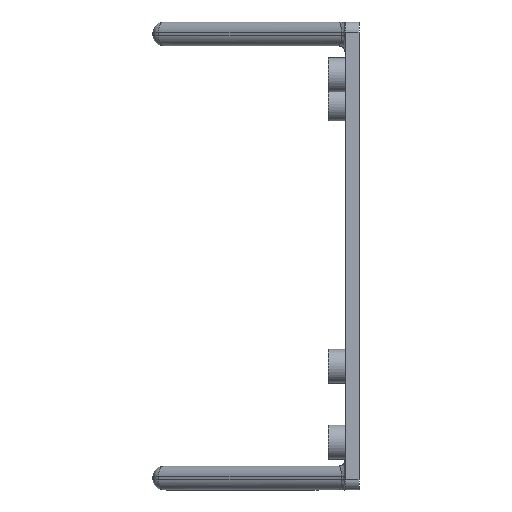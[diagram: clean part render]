
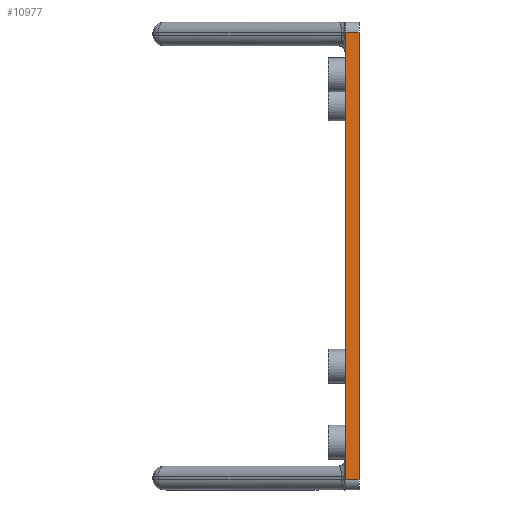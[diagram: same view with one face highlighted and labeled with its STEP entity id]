
A CAD part, left-side view. The second image highlights one B-rep face of the part: STEP entity #10977.
In plain terms, the highlighted planar face has unit normal (-1, 0, 0).
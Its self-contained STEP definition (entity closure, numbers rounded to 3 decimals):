
#90 = ORIENTED_EDGE ( 'NONE', *, *, #8718, .T. ) ;
#353 = ORIENTED_EDGE ( 'NONE', *, *, #2321, .F. ) ;
#470 = LINE ( 'NONE', #9877, #751 ) ;
#562 = DIRECTION ( 'NONE',  ( 0., 0., -1. ) ) ;
#646 = LINE ( 'NONE', #3166, #1657 ) ;
#751 = VECTOR ( 'NONE', #3724, 1000. ) ;
#1657 = VECTOR ( 'NONE', #5583, 1000. ) ;
#1775 = DIRECTION ( 'NONE',  ( 0., 0., 1. ) ) ;
#2321 = EDGE_CURVE ( 'NONE', #5273, #7620, #4242, .T. ) ;
#2487 = DIRECTION ( 'NONE',  ( 0., 0., 1. ) ) ;
#2569 = ORIENTED_EDGE ( 'NONE', *, *, #5179, .F. ) ;
#3036 = ORIENTED_EDGE ( 'NONE', *, *, #8633, .T. ) ;
#3166 = CARTESIAN_POINT ( 'NONE',  ( 0.893, 183.465, 128.993 ) ) ;
#3724 = DIRECTION ( 'NONE',  ( 0., -1., 0. ) ) ;
#3765 = CARTESIAN_POINT ( 'NONE',  ( 0.893, 183.465, 128.993 ) ) ;
#3821 = DIRECTION ( 'NONE',  ( 1., 0., 0. ) ) ;
#4242 = LINE ( 'NONE', #7669, #7538 ) ;
#4840 = CARTESIAN_POINT ( 'NONE',  ( 0.893, 179.465, 128.993 ) ) ;
#5019 = VERTEX_POINT ( 'NONE', #6771 ) ;
#5179 = EDGE_CURVE ( 'NONE', #7620, #8661, #646, .T. ) ;
#5273 = VERTEX_POINT ( 'NONE', #6756 ) ;
#5578 = VECTOR ( 'NONE', #2487, 1000. ) ;
#5583 = DIRECTION ( 'NONE',  ( 0., -1., 0. ) ) ;
#5682 = CARTESIAN_POINT ( 'NONE',  ( 0.893, 183.465, 128.993 ) ) ;
#6414 = FACE_OUTER_BOUND ( 'NONE', #8244, .T. ) ;
#6427 = CARTESIAN_POINT ( 'NONE',  ( 0.893, 179.465, 128.993 ) ) ;
#6574 = PLANE ( 'NONE',  #7625 ) ;
#6756 = CARTESIAN_POINT ( 'NONE',  ( 0.893, 183.465, -1.937 ) ) ;
#6771 = CARTESIAN_POINT ( 'NONE',  ( 0.893, 179.465, -1.937 ) ) ;
#7534 = LINE ( 'NONE', #4840, #5578 ) ;
#7538 = VECTOR ( 'NONE', #1775, 1000. ) ;
#7620 = VERTEX_POINT ( 'NONE', #3765 ) ;
#7625 = AXIS2_PLACEMENT_3D ( 'NONE', #5682, #3821, #562 ) ;
#7669 = CARTESIAN_POINT ( 'NONE',  ( 0.893, 183.465, 128.993 ) ) ;
#8244 = EDGE_LOOP ( 'NONE', ( #90, #2569, #353, #3036 ) ) ;
#8633 = EDGE_CURVE ( 'NONE', #5273, #5019, #470, .T. ) ;
#8661 = VERTEX_POINT ( 'NONE', #6427 ) ;
#8718 = EDGE_CURVE ( 'NONE', #5019, #8661, #7534, .T. ) ;
#9877 = CARTESIAN_POINT ( 'NONE',  ( 0.893, 183.465, -1.937 ) ) ;
#10977 = ADVANCED_FACE ( 'NONE', ( #6414 ), #6574, .F. ) ;
